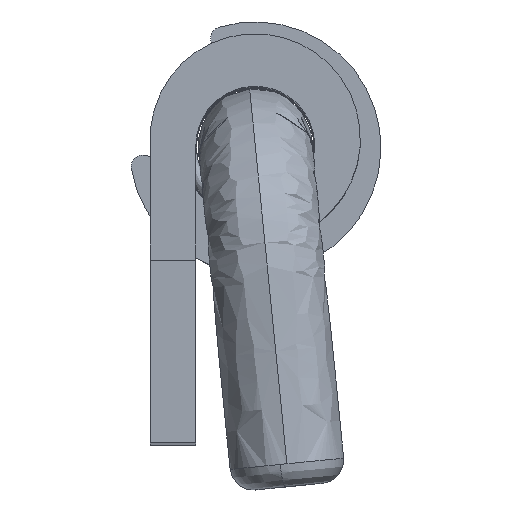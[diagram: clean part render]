
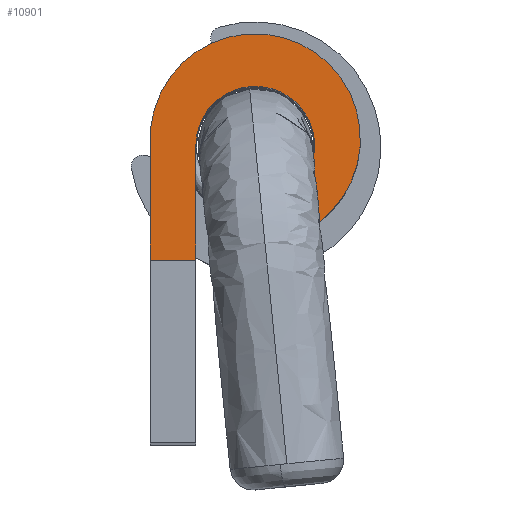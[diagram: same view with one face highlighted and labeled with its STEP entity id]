
A CAD part, top view. The second image highlights one B-rep face of the part: STEP entity #10901.
In plain terms, the highlighted planar face has unit normal (0, 0, 1).
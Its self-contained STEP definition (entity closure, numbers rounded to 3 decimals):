
#533 = DIRECTION ( 'NONE',  ( 0., 1., 0. ) ) ;
#1142 = VECTOR ( 'NONE', #2329, 1000. ) ;
#1170 = VERTEX_POINT ( 'NONE', #8588 ) ;
#1176 = DIRECTION ( 'NONE',  ( 0., -1., 0. ) ) ;
#1267 = AXIS2_PLACEMENT_3D ( 'NONE', #9755, #9863, #9947 ) ;
#1424 = CARTESIAN_POINT ( 'NONE',  ( 0., 0.3, 29.5 ) ) ;
#1531 = CARTESIAN_POINT ( 'NONE',  ( 0., 0.3, 29.5 ) ) ;
#1557 = VERTEX_POINT ( 'NONE', #6741 ) ;
#1642 = EDGE_CURVE ( 'NONE', #3802, #1557, #3702, .T. ) ;
#1803 = VERTEX_POINT ( 'NONE', #2032 ) ;
#2032 = CARTESIAN_POINT ( 'NONE',  ( -4.59, 0., 29.5 ) ) ;
#2079 = CARTESIAN_POINT ( 'NONE',  ( -1.828, -3.921, 29.5 ) ) ;
#2118 = DIRECTION ( 'NONE',  ( 0.423, 0.906, 0. ) ) ;
#2291 = DIRECTION ( 'NONE',  ( 1., 0., 0. ) ) ;
#2329 = DIRECTION ( 'NONE',  ( -1., 0., 0. ) ) ;
#2409 = DIRECTION ( 'NONE',  ( 1., 0., 0. ) ) ;
#2422 = CARTESIAN_POINT ( 'NONE',  ( -2.6, 0., 29.5 ) ) ;
#2554 = AXIS2_PLACEMENT_3D ( 'NONE', #1531, #7678, #2409 ) ;
#2673 = VECTOR ( 'NONE', #533, 1000. ) ;
#3009 = CARTESIAN_POINT ( 'NONE',  ( 7.5, -5., 29.5 ) ) ;
#3095 = VERTEX_POINT ( 'NONE', #6369 ) ;
#3467 = EDGE_LOOP ( 'NONE', ( #3884, #9611, #6665, #6229, #10425, #8860, #7476, #8201 ) ) ;
#3594 = CIRCLE ( 'NONE', #1267, 2.6 ) ;
#3702 = LINE ( 'NONE', #2422, #10123 ) ;
#3789 = EDGE_CURVE ( 'NONE', #3095, #6967, #3594, .T. ) ;
#3802 = VERTEX_POINT ( 'NONE', #9171 ) ;
#3884 = ORIENTED_EDGE ( 'NONE', *, *, #3789, .F. ) ;
#3894 = DIRECTION ( 'NONE',  ( 0., 0., 1. ) ) ;
#4008 = VERTEX_POINT ( 'NONE', #4039 ) ;
#4039 = CARTESIAN_POINT ( 'NONE',  ( -1.828, -3.921, 29.5 ) ) ;
#4139 = EDGE_CURVE ( 'NONE', #1557, #10414, #4984, .T. ) ;
#4154 = CIRCLE ( 'NONE', #2554, 4.6 ) ;
#4317 = EDGE_CURVE ( 'NONE', #1803, #1170, #4154, .T. ) ;
#4699 = DIRECTION ( 'NONE',  ( 0., 0., 1. ) ) ;
#4739 = CIRCLE ( 'NONE', #5601, 2.6 ) ;
#4984 = LINE ( 'NONE', #7606, #1142 ) ;
#5601 = AXIS2_PLACEMENT_3D ( 'NONE', #9899, #4699, #10781 ) ;
#5632 = PLANE ( 'NONE',  #7152 ) ;
#6229 = ORIENTED_EDGE ( 'NONE', *, *, #4317, .F. ) ;
#6369 = CARTESIAN_POINT ( 'NONE',  ( -1.099, -2.356, 29.5 ) ) ;
#6590 = EDGE_CURVE ( 'NONE', #10414, #1803, #8456, .T. ) ;
#6665 = ORIENTED_EDGE ( 'NONE', *, *, #8358, .F. ) ;
#6741 = CARTESIAN_POINT ( 'NONE',  ( -2.6, -5., 29.5 ) ) ;
#6967 = VERTEX_POINT ( 'NONE', #7715 ) ;
#7152 = AXIS2_PLACEMENT_3D ( 'NONE', #3009, #3894, #9993 ) ;
#7476 = ORIENTED_EDGE ( 'NONE', *, *, #1642, .F. ) ;
#7563 = DIRECTION ( 'NONE',  ( 0., 0., -1. ) ) ;
#7606 = CARTESIAN_POINT ( 'NONE',  ( 7.5, -5., 29.5 ) ) ;
#7628 = CARTESIAN_POINT ( 'NONE',  ( -4.59, -5., 29.5 ) ) ;
#7678 = DIRECTION ( 'NONE',  ( 0., 0., -1. ) ) ;
#7715 = CARTESIAN_POINT ( 'NONE',  ( 1.099, 2.356, 29.5 ) ) ;
#7866 = FACE_OUTER_BOUND ( 'NONE', #3467, .T. ) ;
#7904 = CIRCLE ( 'NONE', #10204, 4.6 ) ;
#7912 = EDGE_CURVE ( 'NONE', #6967, #3802, #4739, .T. ) ;
#8201 = ORIENTED_EDGE ( 'NONE', *, *, #7912, .F. ) ;
#8358 = EDGE_CURVE ( 'NONE', #1170, #4008, #7904, .T. ) ;
#8379 = CARTESIAN_POINT ( 'NONE',  ( -4.59, -13., 29.5 ) ) ;
#8456 = LINE ( 'NONE', #8379, #2673 ) ;
#8588 = CARTESIAN_POINT ( 'NONE',  ( 1.944, 4.469, 29.5 ) ) ;
#8860 = ORIENTED_EDGE ( 'NONE', *, *, #4139, .F. ) ;
#9171 = CARTESIAN_POINT ( 'NONE',  ( -2.6, 0., 29.5 ) ) ;
#9611 = ORIENTED_EDGE ( 'NONE', *, *, #10879, .F. ) ;
#9651 = LINE ( 'NONE', #2079, #9788 ) ;
#9755 = CARTESIAN_POINT ( 'NONE',  ( 0., 0., 29.5 ) ) ;
#9788 = VECTOR ( 'NONE', #2118, 1000. ) ;
#9863 = DIRECTION ( 'NONE',  ( 0., 0., 1. ) ) ;
#9899 = CARTESIAN_POINT ( 'NONE',  ( 0., 0., 29.5 ) ) ;
#9947 = DIRECTION ( 'NONE',  ( 1., 0., 0. ) ) ;
#9993 = DIRECTION ( 'NONE',  ( 0., -1., 0. ) ) ;
#10123 = VECTOR ( 'NONE', #1176, 1000. ) ;
#10204 = AXIS2_PLACEMENT_3D ( 'NONE', #1424, #7563, #2291 ) ;
#10414 = VERTEX_POINT ( 'NONE', #7628 ) ;
#10425 = ORIENTED_EDGE ( 'NONE', *, *, #6590, .F. ) ;
#10781 = DIRECTION ( 'NONE',  ( 1., 0., 0. ) ) ;
#10879 = EDGE_CURVE ( 'NONE', #4008, #3095, #9651, .T. ) ;
#10901 = ADVANCED_FACE ( 'NONE', ( #7866 ), #5632, .T. ) ;
